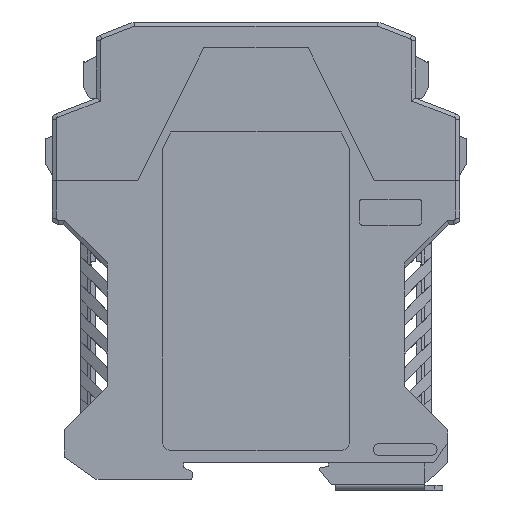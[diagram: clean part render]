
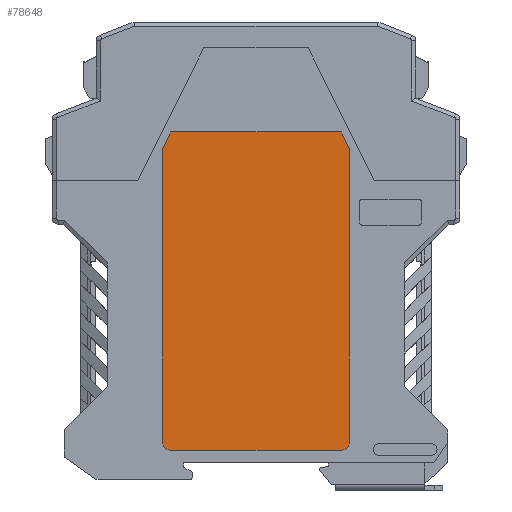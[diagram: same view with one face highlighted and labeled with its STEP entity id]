
A CAD part, left-side view. The second image highlights one B-rep face of the part: STEP entity #78648.
In plain terms, the highlighted face is planar.
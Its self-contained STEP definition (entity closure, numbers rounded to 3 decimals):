
#2220=CIRCLE('',#83032,2.);
#2221=CIRCLE('',#83033,2.);
#4046=VERTEX_POINT('',#108306);
#4047=VERTEX_POINT('',#108308);
#4048=VERTEX_POINT('',#108312);
#4049=VERTEX_POINT('',#108316);
#4050=VERTEX_POINT('',#108318);
#4051=VERTEX_POINT('',#108320);
#4052=VERTEX_POINT('',#108322);
#4053=VERTEX_POINT('',#108324);
#12274=VECTOR('',#89515,1.);
#12276=VECTOR('',#89518,1.);
#12277=VECTOR('',#89520,1.);
#12278=VECTOR('',#89521,1.);
#12279=VECTOR('',#89522,1.);
#12280=VECTOR('',#89525,1.);
#22728=LINE('',#108309,#12274);
#22730=LINE('',#108313,#12276);
#22731=LINE('',#108315,#12277);
#22732=LINE('',#108317,#12278);
#22733=LINE('',#108319,#12279);
#22734=LINE('',#108323,#12280);
#33238=EDGE_CURVE('',#4046,#4047,#22728,.T.);
#33240=EDGE_CURVE('',#4048,#4046,#22730,.T.);
#33241=EDGE_CURVE('',#4047,#4049,#22731,.T.);
#33242=EDGE_CURVE('',#4049,#4050,#22732,.T.);
#33243=EDGE_CURVE('',#4050,#4051,#22733,.T.);
#33244=EDGE_CURVE('',#4052,#4051,#2220,.T.);
#33245=EDGE_CURVE('',#4052,#4053,#22734,.T.);
#33246=EDGE_CURVE('',#4048,#4053,#2221,.T.);
#46224=ORIENTED_EDGE('',*,*,#33241,.T.);
#46225=ORIENTED_EDGE('',*,*,#33242,.T.);
#46226=ORIENTED_EDGE('',*,*,#33243,.T.);
#46227=ORIENTED_EDGE('',*,*,#33244,.F.);
#46228=ORIENTED_EDGE('',*,*,#33245,.T.);
#46229=ORIENTED_EDGE('',*,*,#33246,.F.);
#46230=ORIENTED_EDGE('',*,*,#33240,.T.);
#46231=ORIENTED_EDGE('',*,*,#33238,.T.);
#69241=EDGE_LOOP('',(#46224,#46225,#46226,#46227,#46228,#46229,#46230,#46231));
#73947=FACE_BOUND('',#69241,.T.);
#78648=ADVANCED_FACE('',(#73947),#131770,.T.);
#83031=AXIS2_PLACEMENT_3D('',#108314,#89519,$);
#83032=AXIS2_PLACEMENT_3D('',#108321,#89523,#89524);
#83033=AXIS2_PLACEMENT_3D('',#108325,#89526,#89527);
#89515=DIRECTION('',(0.447,0.894,0.));
#89518=DIRECTION('',(0.,1.,0.));
#89519=DIRECTION('',(0.,0.,-1.));
#89520=DIRECTION('',(1.,0.,0.));
#89521=DIRECTION('',(0.447,-0.894,0.));
#89522=DIRECTION('',(0.,-1.,0.));
#89523=DIRECTION('',(0.,0.,1.));
#89524=DIRECTION('',(2.,0.,0.));
#89525=DIRECTION('',(-1.,0.,0.));
#89526=DIRECTION('',(0.,0.,1.));
#89527=DIRECTION('',(2.,0.,0.));
#108306=CARTESIAN_POINT('',(-22.65,84.3,-11.1));
#108308=CARTESIAN_POINT('',(-20.65,88.3,-11.1));
#108309=CARTESIAN_POINT('',(-51.84,25.92,-11.1));
#108312=CARTESIAN_POINT('',(-22.65,13.,-11.1));
#108313=CARTESIAN_POINT('',(-22.65,0.,-11.1));
#108314=CARTESIAN_POINT('',(-34.89,74.275,-11.1));
#108315=CARTESIAN_POINT('',(0.,88.3,-11.1));
#108316=CARTESIAN_POINT('',(20.65,88.3,-11.1));
#108317=CARTESIAN_POINT('',(51.84,25.92,-11.1));
#108318=CARTESIAN_POINT('',(22.65,84.3,-11.1));
#108319=CARTESIAN_POINT('',(22.65,0.,-11.1));
#108320=CARTESIAN_POINT('',(22.65,13.,-11.1));
#108321=CARTESIAN_POINT('',(20.65,13.,-11.1));
#108322=CARTESIAN_POINT('',(20.65,11.,-11.1));
#108323=CARTESIAN_POINT('',(0.,11.,-11.1));
#108324=CARTESIAN_POINT('',(-20.65,11.,-11.1));
#108325=CARTESIAN_POINT('',(-20.65,13.,-11.1));
#131770=PLANE('',#83031);
